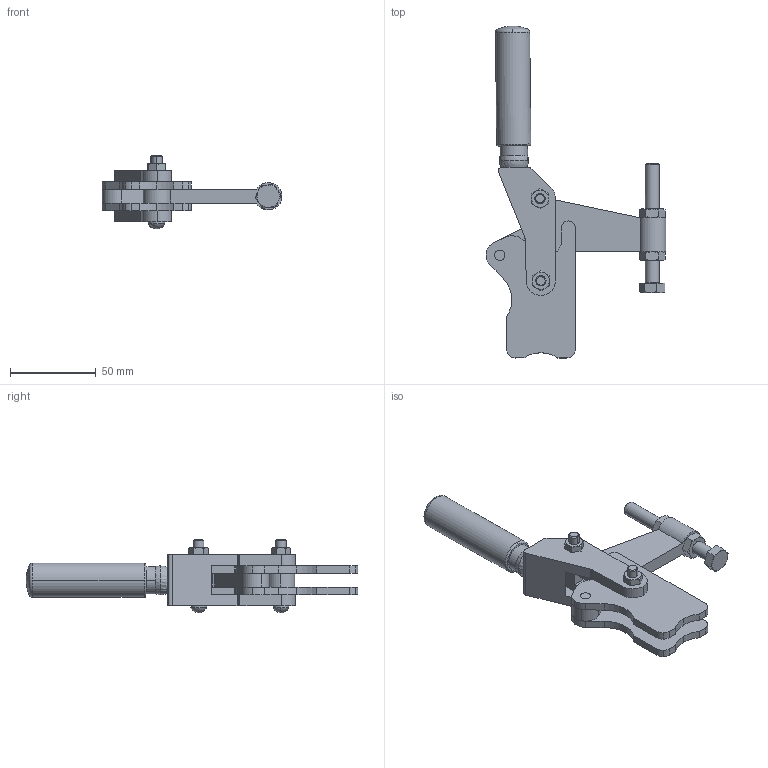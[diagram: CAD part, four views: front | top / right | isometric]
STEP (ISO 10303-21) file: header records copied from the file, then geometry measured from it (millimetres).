
FILE_DESCRIPTION((''),'2;1');
FILE_NAME('M18S.stp','2006-07-11T16:35:35',('Matthew'),(''),'Autodesk Inventor 8','Autodesk Inventor 8','');
FILE_SCHEMA(('AUTOMOTIVE_DESIGN { 1 0 10303 214 1 1 1 1 }'));
Length unit declared in the file: millimetre
Products named in the file (6): M18S; M18S1; M18S2; M18S3; M18S4; M18S5
Assembly tree (5 placements, depth 2):
  M18S
    M18S1
    M18S2
    M18S3
    M18S4
    M18S5
Bounding box: 105 x 193.84 x 43 mm (x, y, z)
Volume: 107083.8 mm3; surface area: 43183.5 mm2
Topology: 5 solids, 5 shells, 275 faces, 695 edges, 444 vertices
Faces by surface type: cylinder 106, plane 94, cone 62, sphere 7, torus 4, bspline 2
Entity records: 8530 total; most frequent: CARTESIAN_POINT 1725, DIRECTION 1490, ORIENTED_EDGE 1380, EDGE_CURVE 690, AXIS2_PLACEMENT_3D 601, VERTEX_POINT 443, CIRCLE 315, EDGE_LOOP 311
